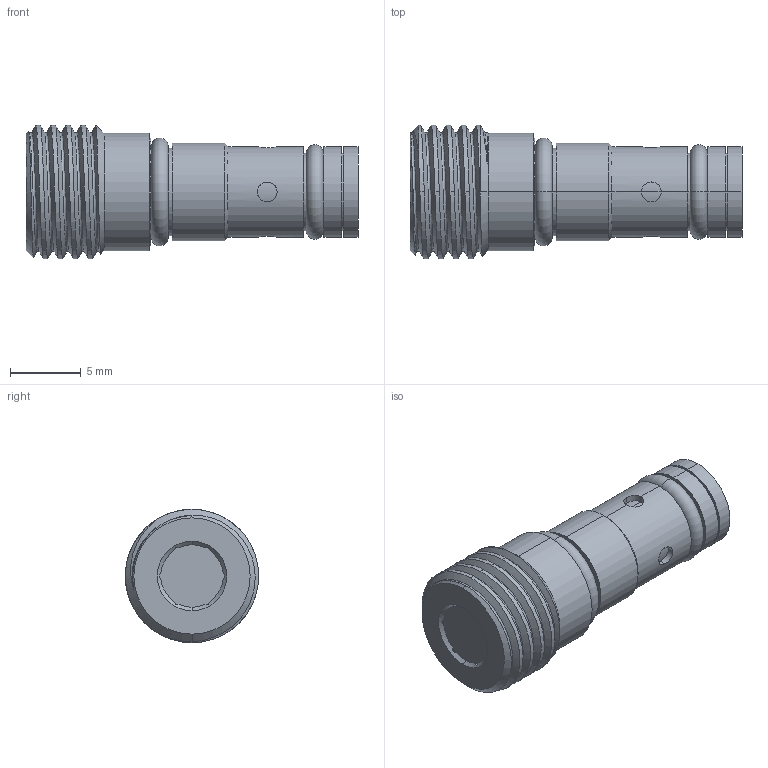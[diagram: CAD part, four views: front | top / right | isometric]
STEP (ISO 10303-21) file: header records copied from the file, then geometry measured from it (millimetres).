
FILE_DESCRIPTION (( 'STEP AP203' ), '1' );
FILE_NAME ('LS382A30-N-V.STEP', '2024-05-31T08:31:27', ( '' ), ( '' ), 'SwSTEP 2.0', 'SolidWorks 2018', '' );
FILE_SCHEMA (( 'CONFIG_CONTROL_DESIGN' ));
Length unit declared in the file: millimetre
Products named in the file (1): LS382A30-N-V
Bounding box: 23.4 x 9.4 x 9.4 mm (x, y, z)
Volume: 1005.6 mm3; surface area: 817.8 mm2
Topology: 1 solids, 1 shells, 87 faces, 205 edges, 131 vertices
Faces by surface type: cylinder 45, plane 23, cone 12, torus 4, bspline 3
Entity records: 3948 total; most frequent: CARTESIAN_POINT 1964, ORIENTED_EDGE 410, DIRECTION 380, EDGE_CURVE 205, AXIS2_PLACEMENT_3D 154, VERTEX_POINT 131, EDGE_LOOP 98, FACE_OUTER_BOUND 87
